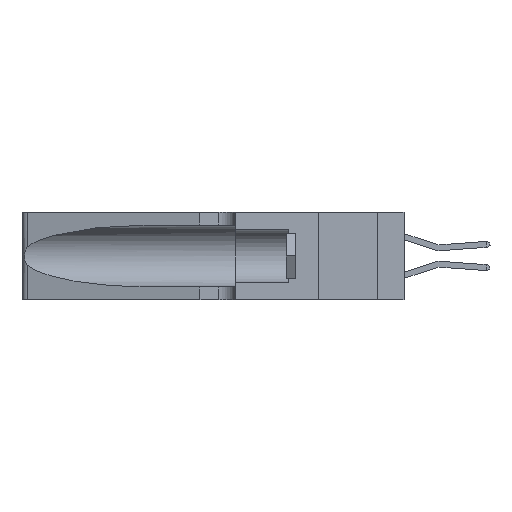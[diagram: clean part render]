
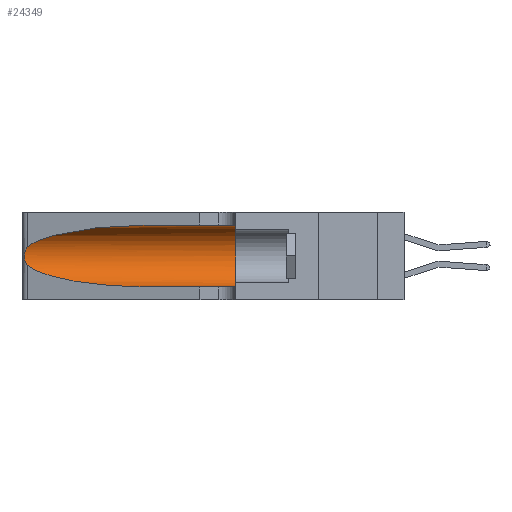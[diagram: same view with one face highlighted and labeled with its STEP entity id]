
A CAD part, left-side view. The second image highlights one B-rep face of the part: STEP entity #24349.
In plain terms, the highlighted cylindrical face has radius 3.308 mm (diameter 6.617 mm), a partial arc.
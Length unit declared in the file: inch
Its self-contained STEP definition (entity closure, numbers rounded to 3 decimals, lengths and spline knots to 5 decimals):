
#373 = EDGE_CURVE ( 'NONE', #11458, #6589, #19670, .T. ) ;
#1477 = VECTOR ( 'NONE', #23243, 39.37008 ) ;
#1508 = VERTEX_POINT ( 'NONE', #39994 ) ;
#3396 = CARTESIAN_POINT ( 'NONE',  ( 0.26017, 1.23833, 0.17102 ) ) ;
#3547 = AXIS2_PLACEMENT_3D ( 'NONE', #14446, #27597, #37389 ) ;
#5664 = CARTESIAN_POINT ( 'NONE',  ( 0.25487, 1.22718, 0.14631 ) ) ;
#5743 = ORIENTED_EDGE ( 'NONE', *, *, #16415, .F. ) ;
#6542 = CARTESIAN_POINT ( 'NONE',  ( 0.25555, 1.22994, 0.2215 ) ) ;
#6589 = VERTEX_POINT ( 'NONE', #29959 ) ;
#6686 = CARTESIAN_POINT ( 'NONE',  ( 0.25789, 1.23486, 0.15765 ) ) ;
#6744 = CARTESIAN_POINT ( 'NONE',  ( 0.1305, 0.72297, 0.05475 ) ) ;
#7537 = CARTESIAN_POINT ( 'NONE',  ( 0.1305, 0.35, 0.31525 ) ) ;
#8001 = CARTESIAN_POINT ( 'NONE',  ( 0.26075, 1.23896, 0.19203 ) ) ;
#8546 = ORIENTED_EDGE ( 'NONE', *, *, #29624, .T. ) ;
#8938 = CARTESIAN_POINT ( 'NONE',  ( 0.18966, 0.96281, 0.05475 ) ) ;
#9959 = CARTESIAN_POINT ( 'NONE',  ( 0.25555, 1.22993, 0.14849 ) ) ;
#10935 = DIRECTION ( 'NONE',  ( 0., 1., 0. ) ) ;
#11458 = VERTEX_POINT ( 'NONE', #27549 ) ;
#13292 = CARTESIAN_POINT ( 'NONE',  ( 0.1305, 1.61858, 0.05475 ) ) ;
#14134 = CIRCLE ( 'NONE', #39665, 0.13025 ) ;
#14446 = CARTESIAN_POINT ( 'NONE',  ( 0.1305, 1.61858, 0.185 ) ) ;
#14614 = B_SPLINE_CURVE_WITH_KNOTS ( 'NONE', 3,
 ( #32886, #6542, #36147, #16435, #39350, #19771, #8001, #23111, #3396, #26443, #6686, #29761, #9959, #33020 ),
 .UNSPECIFIED., .F., .F.,
 ( 4, 2, 2, 2, 2, 2, 4 ),
 ( 0., 0.00027, 0.00053, 0.00107, 0.0016, 0.00187, 0.00214 ),
 .UNSPECIFIED. ) ;
#15901 = FACE_OUTER_BOUND ( 'NONE', #19735, .T. ) ;
#16293 = VERTEX_POINT ( 'NONE', #23351 ) ;
#16415 = EDGE_CURVE ( 'NONE', #24284, #1508, #14134, .T. ) ;
#16435 = CARTESIAN_POINT ( 'NONE',  ( 0.25787, 1.23484, 0.2124 ) ) ;
#19670 =( BOUNDED_CURVE ( )  B_SPLINE_CURVE ( 3, ( #28821, #34107, #34159, #34437 ),
 .UNSPECIFIED., .F., .F. ) 
 B_SPLINE_CURVE_WITH_KNOTS ( ( 4, 4 ),
 ( 1.5708, 2.84003 ),
 .UNSPECIFIED. ) 
 CURVE ( )  GEOMETRIC_REPRESENTATION_ITEM ( )  RATIONAL_B_SPLINE_CURVE ( ( 1., 0.87, 0.87, 1. ) ) 
 REPRESENTATION_ITEM ( '' )  );
#19735 = EDGE_LOOP ( 'NONE', ( #27709, #32372, #8546, #37664, #5743, #25915 ) ) ;
#19771 = CARTESIAN_POINT ( 'NONE',  ( 0.26018, 1.23835, 0.19895 ) ) ;
#19901 = EDGE_CURVE ( 'NONE', #11458, #24284, #21416, .T. ) ;
#21416 = LINE ( 'NONE', #38939, #38757 ) ;
#22096 = CARTESIAN_POINT ( 'NONE',  ( 0.2373, 1.15595, 0.08982 ) ) ;
#22690 = DIRECTION ( 'NONE',  ( 0., -1., 0. ) ) ;
#23111 = CARTESIAN_POINT ( 'NONE',  ( 0.26075, 1.23896, 0.178 ) ) ;
#23243 = DIRECTION ( 'NONE',  ( 0., -1., 0. ) ) ;
#23351 = CARTESIAN_POINT ( 'NONE',  ( 0.25487, 1.22718, 0.14631 ) ) ;
#23415 = VERTEX_POINT ( 'NONE', #6744 ) ;
#24284 = VERTEX_POINT ( 'NONE', #7537 ) ;
#24349 = ADVANCED_FACE ( 'NONE', ( #15901 ), #40987, .F. ) ;
#25915 = ORIENTED_EDGE ( 'NONE', *, *, #19901, .F. ) ;
#26443 = CARTESIAN_POINT ( 'NONE',  ( 0.25856, 1.23593, 0.16098 ) ) ;
#26760 = EDGE_CURVE ( 'NONE', #6589, #16293, #14614, .T. ) ;
#27549 = CARTESIAN_POINT ( 'NONE',  ( 0.1305, 0.72297, 0.31525 ) ) ;
#27597 = DIRECTION ( 'NONE',  ( 0., -1., 0. ) ) ;
#27709 = ORIENTED_EDGE ( 'NONE', *, *, #373, .T. ) ;
#27786 = LINE ( 'NONE', #13292, #1477 ) ;
#28821 = CARTESIAN_POINT ( 'NONE',  ( 0.1305, 0.72297, 0.31525 ) ) ;
#29624 = EDGE_CURVE ( 'NONE', #16293, #23415, #35938, .T. ) ;
#29761 = CARTESIAN_POINT ( 'NONE',  ( 0.25639, 1.23186, 0.15144 ) ) ;
#29959 = CARTESIAN_POINT ( 'NONE',  ( 0.25487, 1.22718, 0.22369 ) ) ;
#30700 = CARTESIAN_POINT ( 'NONE',  ( 0.1305, 0.35, 0.185 ) ) ;
#32011 = CARTESIAN_POINT ( 'NONE',  ( 0.1305, 0.72297, 0.05475 ) ) ;
#32372 = ORIENTED_EDGE ( 'NONE', *, *, #26760, .T. ) ;
#32886 = CARTESIAN_POINT ( 'NONE',  ( 0.25487, 1.22718, 0.22369 ) ) ;
#33020 = CARTESIAN_POINT ( 'NONE',  ( 0.25487, 1.22718, 0.14631 ) ) ;
#33328 = EDGE_CURVE ( 'NONE', #23415, #1508, #27786, .T. ) ;
#33969 = DIRECTION ( 'NONE',  ( 0., 0., 1. ) ) ;
#34107 = CARTESIAN_POINT ( 'NONE',  ( 0.18966, 0.96281, 0.31525 ) ) ;
#34159 = CARTESIAN_POINT ( 'NONE',  ( 0.2373, 1.15595, 0.28018 ) ) ;
#34437 = CARTESIAN_POINT ( 'NONE',  ( 0.25487, 1.22718, 0.22369 ) ) ;
#35938 =( BOUNDED_CURVE ( )  B_SPLINE_CURVE ( 3, ( #5664, #22096, #8938, #32011 ),
 .UNSPECIFIED., .F., .F. ) 
 B_SPLINE_CURVE_WITH_KNOTS ( ( 4, 4 ),
 ( 3.44316, 4.71239 ),
 .UNSPECIFIED. ) 
 CURVE ( )  GEOMETRIC_REPRESENTATION_ITEM ( )  RATIONAL_B_SPLINE_CURVE ( ( 1., 0.87, 0.87, 1. ) ) 
 REPRESENTATION_ITEM ( '' )  );
#36147 = CARTESIAN_POINT ( 'NONE',  ( 0.25639, 1.23184, 0.21858 ) ) ;
#37389 = DIRECTION ( 'NONE',  ( 0., 0., -1. ) ) ;
#37664 = ORIENTED_EDGE ( 'NONE', *, *, #33328, .T. ) ;
#38757 = VECTOR ( 'NONE', #22690, 39.37008 ) ;
#38939 = CARTESIAN_POINT ( 'NONE',  ( 0.1305, 1.61858, 0.31525 ) ) ;
#39350 = CARTESIAN_POINT ( 'NONE',  ( 0.25854, 1.2359, 0.20912 ) ) ;
#39665 = AXIS2_PLACEMENT_3D ( 'NONE', #30700, #10935, #33969 ) ;
#39994 = CARTESIAN_POINT ( 'NONE',  ( 0.1305, 0.35, 0.05475 ) ) ;
#40987 = CYLINDRICAL_SURFACE ( 'NONE', #3547, 0.13025 ) ;
